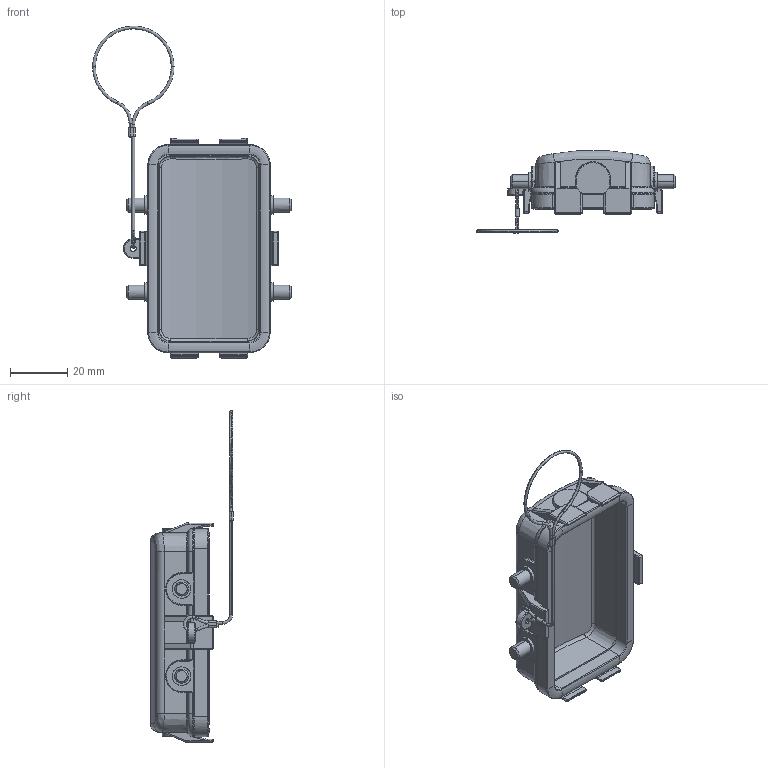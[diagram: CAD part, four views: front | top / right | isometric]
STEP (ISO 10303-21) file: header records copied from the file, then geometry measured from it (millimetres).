
FILE_DESCRIPTION (( 'STEP AP203' ), '1' );
FILE_NAME ('3D_1110100308103_H10B-MCV-4B_1S_V1.0.STP', '2021-05-26T07:52:11', ( '' ), ( '' ), 'SwSTEP 2.0', 'SolidWorks 2016', '' );
FILE_SCHEMA (( 'CONFIG_CONTROL_DESIGN' ));
Length unit declared in the file: millimetre
Products named in the file (1): 3D_1110100308103_H10B-MCV-4B_1S_V1.0
Bounding box: 69.55 x 28.97 x 116.19 mm (x, y, z)
Volume: 19675.1 mm3; surface area: 17185 mm2
Topology: 1 solids, 1 shells, 557 faces, 1342 edges, 792 vertices
Faces by surface type: cylinder 225, plane 149, bspline 76, torus 69, cone 28, sphere 10
Entity records: 22395 total; most frequent: CARTESIAN_POINT 10491, ORIENTED_EDGE 2662, DIRECTION 2173, EDGE_CURVE 1331, AXIS2_PLACEMENT_3D 815, VERTEX_POINT 791, EDGE_LOOP 580, FACE_OUTER_BOUND 557
